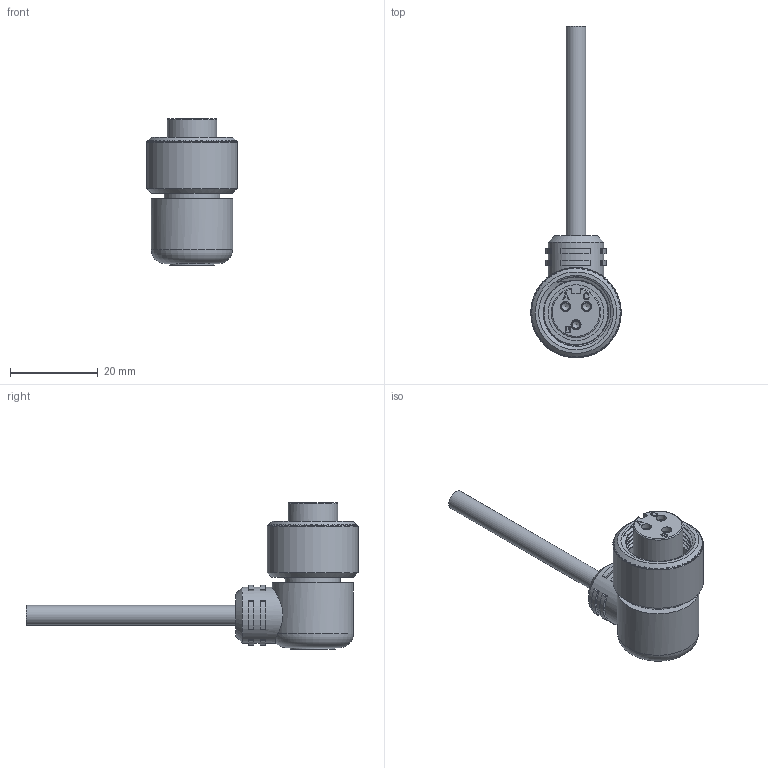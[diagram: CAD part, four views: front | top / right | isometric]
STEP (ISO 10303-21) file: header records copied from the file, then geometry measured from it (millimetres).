
FILE_DESCRIPTION(/* description */ (''),/* implementation_level */ '2;1');
FILE_NAME(/* name */ 'A3V.stp',/* time_stamp */ '2017-05-03T11:04:28-04:00',/* author */ ('aneininger'),/* organization */ (''),/* preprocessor_version */ 'ST-DEVELOPER v16.5',/* originating_system */ 'Autodesk Inventor 2017',/* authorisation */ '');
FILE_SCHEMA (('AUTOMOTIVE_DESIGN { 1 0 10303 214 3 1 1 }'));
Length unit declared in the file: inch
Products named in the file (1): A3V
Bounding box: 20.6 x 75.56 x 33.35 mm (x, y, z)
Volume: 9358.2 mm3; surface area: 5797.1 mm2
Topology: 1 solids, 4 shells, 456 faces, 1243 edges, 863 vertices
Faces by surface type: cylinder 206, plane 192, bspline 27, cone 16, torus 15
Full cylindrical faces by diameter (mm): 0.127 x6, 0.128 x13, 0.203 x36, 1.016 x3, 1.448 x3, 1.727 x6, 2.286 x3, 2.565 x3, 2.819 x1, 3.2 x1, 3.302 x4, 3.353 x1, 3.708 x3, 4.47 x1, 10.16 x1, 12.649 x1, 12.7 x1, 12.827 x1, 14.605 x1, 15.875 x1, 18.542 x1, 20.605 x1
Entity records: 17461 total; most frequent: CARTESIAN_POINT 5341, DIRECTION 2668, ORIENTED_EDGE 2296, AXIS2_PLACEMENT_3D 1218, EDGE_CURVE 1089, VERTEX_POINT 816, EDGE_LOOP 637, CIRCLE 589
